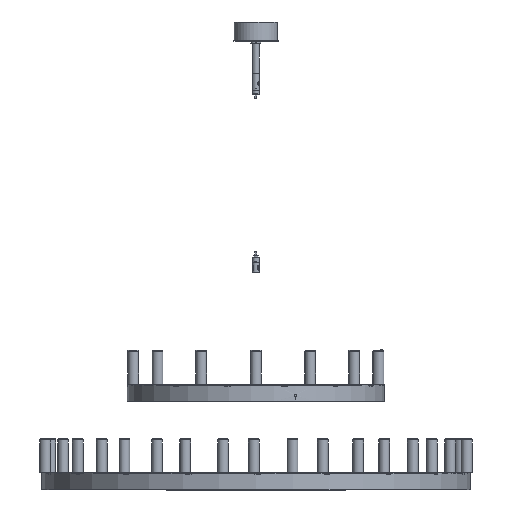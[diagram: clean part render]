
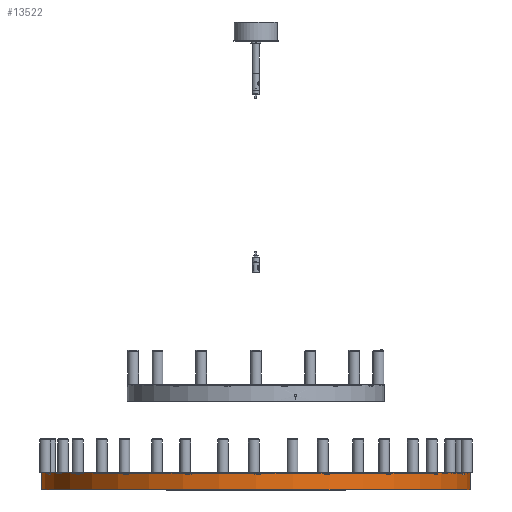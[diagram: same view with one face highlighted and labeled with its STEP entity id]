
A CAD part, front view. The second image highlights one B-rep face of the part: STEP entity #13522.
In plain terms, the highlighted cylindrical face has radius 750 mm (diameter 1500 mm), a full revolution.
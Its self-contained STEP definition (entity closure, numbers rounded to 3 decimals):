
#1375=FACE_OUTER_BOUND('',#2105,.T.);
#2105=EDGE_LOOP('',(#10354,#10355,#10356,#10357,#10358,#10359));
#3290=LINE('',#21174,#4448);
#4448=VECTOR('',#16927,750.);
#5276=CIRCLE('',#14676,750.);
#5277=CIRCLE('',#14677,750.);
#5278=CIRCLE('',#14679,750.);
#5279=CIRCLE('',#14680,750.);
#6235=VERTEX_POINT('',#21168);
#6236=VERTEX_POINT('',#21169);
#6237=VERTEX_POINT('',#21173);
#6238=VERTEX_POINT('',#21175);
#7811=EDGE_CURVE('',#6235,#6236,#5276,.T.);
#7812=EDGE_CURVE('',#6236,#6235,#5277,.T.);
#7813=EDGE_CURVE('',#6236,#6237,#3290,.T.);
#7814=EDGE_CURVE('',#6237,#6238,#5278,.T.);
#7815=EDGE_CURVE('',#6238,#6237,#5279,.T.);
#10354=ORIENTED_EDGE('',*,*,#7811,.F.);
#10355=ORIENTED_EDGE('',*,*,#7812,.F.);
#10356=ORIENTED_EDGE('',*,*,#7813,.T.);
#10357=ORIENTED_EDGE('',*,*,#7814,.T.);
#10358=ORIENTED_EDGE('',*,*,#7815,.T.);
#10359=ORIENTED_EDGE('',*,*,#7813,.F.);
#13079=CYLINDRICAL_SURFACE('',#14678,750.);
#13522=ADVANCED_FACE('',(#1375),#13079,.T.);
#14676=AXIS2_PLACEMENT_3D('',#21170,#16921,#16922);
#14677=AXIS2_PLACEMENT_3D('',#21171,#16923,#16924);
#14678=AXIS2_PLACEMENT_3D('',#21172,#16925,#16926);
#14679=AXIS2_PLACEMENT_3D('',#21176,#16928,#16929);
#14680=AXIS2_PLACEMENT_3D('',#21177,#16930,#16931);
#16921=DIRECTION('center_axis',(0.,0.,-1.));
#16922=DIRECTION('ref_axis',(-1.,0.,0.));
#16923=DIRECTION('center_axis',(0.,0.,-1.));
#16924=DIRECTION('ref_axis',(-1.,0.,0.));
#16925=DIRECTION('center_axis',(0.,0.,-1.));
#16926=DIRECTION('ref_axis',(-1.,0.,0.));
#16927=DIRECTION('',(0.,0.,1.));
#16928=DIRECTION('center_axis',(0.,0.,-1.));
#16929=DIRECTION('ref_axis',(-1.,0.,0.));
#16930=DIRECTION('center_axis',(0.,0.,-1.));
#16931=DIRECTION('ref_axis',(-1.,0.,0.));
#21168=CARTESIAN_POINT('',(-750.,0.,0.));
#21169=CARTESIAN_POINT('',(750.,0.,0.));
#21170=CARTESIAN_POINT('Origin',(0.,0.,0.));
#21171=CARTESIAN_POINT('Origin',(0.,0.,0.));
#21172=CARTESIAN_POINT('Origin',(0.,0.,30.));
#21173=CARTESIAN_POINT('',(750.,0.,60.));
#21174=CARTESIAN_POINT('',(750.,0.,30.));
#21175=CARTESIAN_POINT('',(-750.,0.,60.));
#21176=CARTESIAN_POINT('Origin',(0.,0.,60.));
#21177=CARTESIAN_POINT('Origin',(0.,0.,60.));
